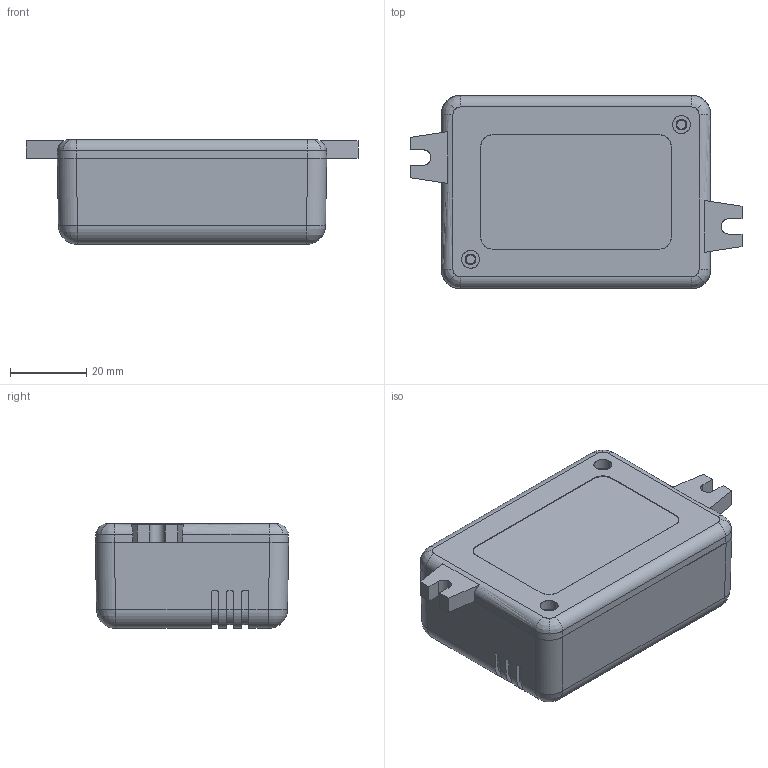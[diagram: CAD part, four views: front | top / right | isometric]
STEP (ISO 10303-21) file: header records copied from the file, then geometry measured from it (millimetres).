
FILE_DESCRIPTION(('Open CASCADE Model'),'2;1');
FILE_NAME('Open CASCADE Shape Model','2015-04-21T15:15:55',('Author'),( 'Open CASCADE'),'Open CASCADE STEP processor 6.7','Open CASCADE 6.7' ,'Unknown');
FILE_SCHEMA(('AUTOMOTIVE_DESIGN_CC2 { 1 2 10303 214 -1 1 5 4 }'));
Length unit declared in the file: millimetre
Products named in the file (209): Open CASCADE STEP translator 6.7 1; Open CASCADE STEP translator 6.7 1.1; Open CASCADE STEP translator 6.7 1.1.1; Open CASCADE STEP translator 6.7 1.1.2; Open CASCADE STEP translator 6.7 1.1.3; Open CASCADE STEP translator 6.7 1.1.4; Open CASCADE STEP translator 6.7 1.1.5; Open CASCADE STEP translator 6.7 1.1.6; Open CASCADE STEP translator 6.7 1.1.7; Open CASCADE STEP translator 6.7 1.1.8; Open CASCADE STEP translator 6.7 1.1.9; Open CASCADE STEP translator 6.7 1.1.10; Open CASCADE STEP translator 6.7 1.1.11; Open CASCADE STEP translator 6.7 1.1.12; Open CASCADE STEP translator 6.7 1.1.13; Open CASCADE STEP translator 6.7 1.1.14; Open CASCADE STEP translator 6.7 1.1.15; Open CASCADE STEP translator 6.7 1.1.16; Open CASCADE STEP translator 6.7 1.1.17; Open CASCADE STEP translator 6.7 1.1.18; Open CASCADE STEP translator 6.7 1.1.19; Open CASCADE STEP translator 6.7 1.1.20; Open CASCADE STEP translator 6.7 1.1.21; Open CASCADE STEP translator 6.7 1.1.22; Open CASCADE STEP translator 6.7 1.1.23; Open CASCADE STEP translator 6.7 1.1.24; Open CASCADE STEP translator 6.7 1.1.25; Open CASCADE STEP translator 6.7 1.1.26; Open CASCADE STEP translator 6.7 1.1.27; Open CASCADE STEP translator 6.7 1.1.28; Open CASCADE STEP translator 6.7 1.1.29; Open CASCADE STEP translator 6.7 1.1.30; Open CASCADE STEP translator 6.7 1.1.31; Open CASCADE STEP translator 6.7 1.1.32; Open CASCADE STEP translator 6.7 1.1.33; Open CASCADE STEP translator 6.7 1.1.34; Open CASCADE STEP translator 6.7 1.1.35; Open CASCADE STEP translator 6.7 1.1.36; Open CASCADE STEP translator 6.7 1.1.37; Open CASCADE STEP translator 6.7 1.1.38 ...
Assembly tree (208 placements, depth 3):
  Open CASCADE STEP translator 6.7 1
    Open CASCADE STEP translator 6.7 1.1
      Open CASCADE STEP translator 6.7 1.1.1
      Open CASCADE STEP translator 6.7 1.1.2
      Open CASCADE STEP translator 6.7 1.1.3
      Open CASCADE STEP translator 6.7 1.1.4
      Open CASCADE STEP translator 6.7 1.1.5
      Open CASCADE STEP translator 6.7 1.1.6
      Open CASCADE STEP translator 6.7 1.1.7
      Open CASCADE STEP translator 6.7 1.1.8
      Open CASCADE STEP translator 6.7 1.1.9
      Open CASCADE STEP translator 6.7 1.1.10
      Open CASCADE STEP translator 6.7 1.1.11
      Open CASCADE STEP translator 6.7 1.1.12
      Open CASCADE STEP translator 6.7 1.1.13
      Open CASCADE STEP translator 6.7 1.1.14
      Open CASCADE STEP translator 6.7 1.1.15
      Open CASCADE STEP translator 6.7 1.1.16
      Open CASCADE STEP translator 6.7 1.1.17
      Open CASCADE STEP translator 6.7 1.1.18
      Open CASCADE STEP translator 6.7 1.1.19
      Open CASCADE STEP translator 6.7 1.1.20
      Open CASCADE STEP translator 6.7 1.1.21
      Open CASCADE STEP translator 6.7 1.1.22
      Open CASCADE STEP translator 6.7 1.1.23
      Open CASCADE STEP translator 6.7 1.1.24
      Open CASCADE STEP translator 6.7 1.1.25
      Open CASCADE STEP translator 6.7 1.1.26
      Open CASCADE STEP translator 6.7 1.1.27
      Open CASCADE STEP translator 6.7 1.1.28
      Open CASCADE STEP translator 6.7 1.1.29
      Open CASCADE STEP translator 6.7 1.1.30
      Open CASCADE STEP translator 6.7 1.1.31
      Open CASCADE STEP translator 6.7 1.1.32
      Open CASCADE STEP translator 6.7 1.1.33
      Open CASCADE STEP translator 6.7 1.1.34
      Open CASCADE STEP translator 6.7 1.1.35
      Open CASCADE STEP translator 6.7 1.1.36
      Open CASCADE STEP translator 6.7 1.1.37
      Open CASCADE STEP translator 6.7 1.1.38
      Open CASCADE STEP translator 6.7 1.1.39
      Open CASCADE STEP translator 6.7 1.1.40
      Open CASCADE STEP translator 6.7 1.1.41
      Open CASCADE STEP translator 6.7 1.1.42
      Open CASCADE STEP translator 6.7 1.1.43
      Open CASCADE STEP translator 6.7 1.1.44
      Open CASCADE STEP translator 6.7 1.1.45
      Open CASCADE STEP translator 6.7 1.1.46
      Open CASCADE STEP translator 6.7 1.1.47
      Open CASCADE STEP translator 6.7 1.1.48
      Open CASCADE STEP translator 6.7 1.1.49
      Open CASCADE STEP translator 6.7 1.1.50
      Open CASCADE STEP translator 6.7 1.1.51
      Open CASCADE STEP translator 6.7 1.1.52
      Open CASCADE STEP translator 6.7 1.1.53
      Open CASCADE STEP translator 6.7 1.1.54
      Open CASCADE STEP translator 6.7 1.1.55
      Open CASCADE STEP translator 6.7 1.1.56
      Open CASCADE STEP translator 6.7 1.1.57
      Open CASCADE STEP translator 6.7 1.1.58
Bounding box: 87.25 x 50.8 x 27.5 mm (x, y, z)
Surface area: 27071.1 mm2 (no closed solid volume)
Topology: 0 solids, 206 shells, 206 faces, 1756 edges, 1748 vertices
Faces by surface type: bspline 107, revolution 99
Entity records: 32376 total; most frequent: CARTESIAN_POINT 11368, B_SPLINE_CURVE_WITH_KNOTS 2652, ORIENTED_EDGE 1753, EDGE_CURVE 1753, VERTEX_POINT 1753, SURFACE_CURVE 1753, PCURVE 1753, DEFINITIONAL_REPRESENTATION 1753
